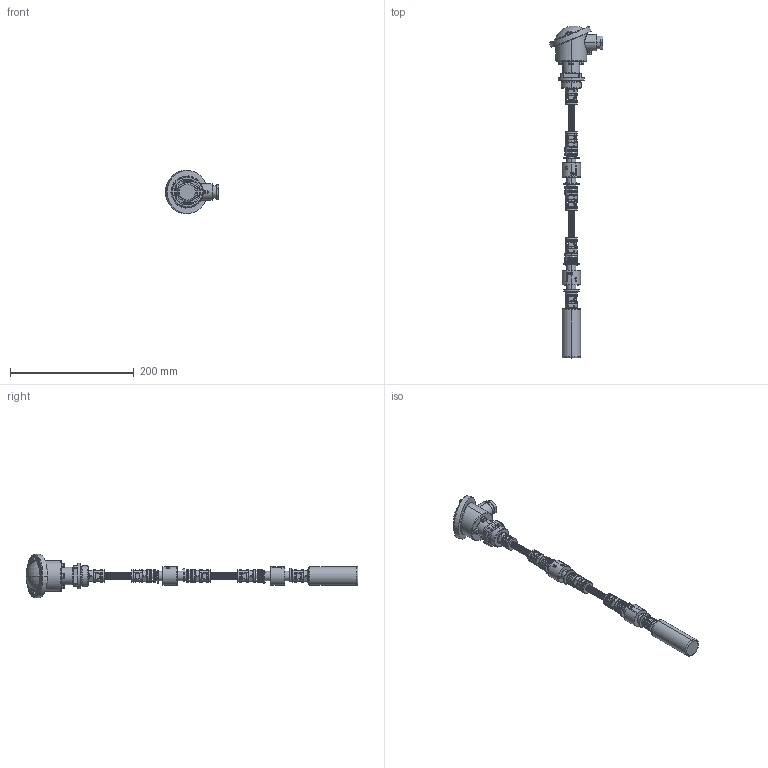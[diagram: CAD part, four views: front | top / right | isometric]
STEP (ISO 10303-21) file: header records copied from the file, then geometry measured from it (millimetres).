
FILE_DESCRIPTION (( 'STEP AP214' ), '1' );
FILE_NAME ('IMK.STEP', '2020-02-12T16:14:14', ( '' ), ( '' ), 'SwSTEP 2.0', 'SolidWorks 2019', '' );
FILE_SCHEMA (( 'AUTOMOTIVE_DESIGN' ));
Length unit declared in the file: millimetre
Products named in the file (1): IMK
Bounding box: 86.34 x 537.13 x 70 mm (x, y, z)
Surface area: 68421.6 mm2 (no closed solid volume)
Topology: 0 solids, 63 shells, 1462 faces, 4744 edges, 3282 vertices
Faces by surface type: cylinder 638, plane 345, torus 239, bspline 204, cone 24, sphere 12
Entity records: 81503 total; most frequent: CARTESIAN_POINT 25719, DIRECTION 8570, ORIENTED_EDGE 7206, EDGE_CURVE 4740, AXIS2_PLACEMENT_3D 3515, VERTEX_POINT 3282, CIRCLE 2256, EDGE_LOOP 1660
